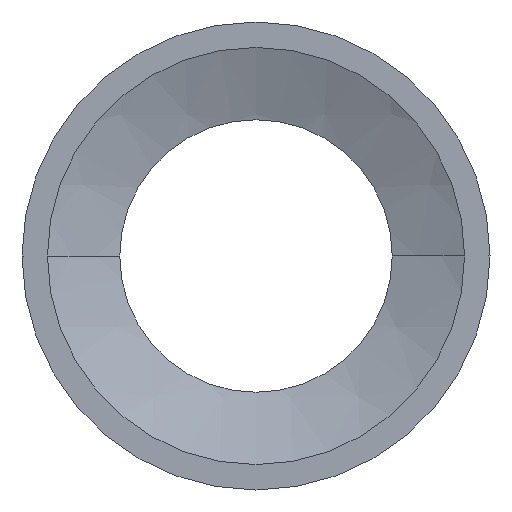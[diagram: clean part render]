
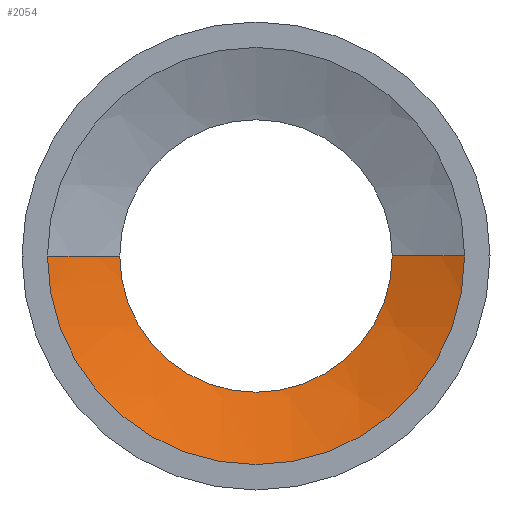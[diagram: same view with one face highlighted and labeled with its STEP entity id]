
A CAD part, front view. The second image highlights one B-rep face of the part: STEP entity #2054.
In plain terms, the highlighted spherical face has radius 40.12 mm.
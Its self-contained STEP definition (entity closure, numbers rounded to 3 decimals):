
#25 = DIRECTION ( 'NONE',  ( -1., 0., 0. ) ) ;
#28 = ORIENTED_EDGE ( 'NONE', *, *, #2008, .F. ) ;
#65 = CARTESIAN_POINT ( 'NONE',  ( 0., 184.146, 0. ) ) ;
#199 = DIRECTION ( 'NONE',  ( -1., 0., 0. ) ) ;
#212 = DIRECTION ( 'NONE',  ( 0., 0., -1. ) ) ;
#224 = CIRCLE ( 'NONE', #2033, 40.12 ) ;
#228 = AXIS2_PLACEMENT_3D ( 'NONE', #65, #1156, #199 ) ;
#246 = VERTEX_POINT ( 'NONE', #662 ) ;
#418 = CARTESIAN_POINT ( 'NONE',  ( 0., 222.771, 0. ) ) ;
#473 = DIRECTION ( 'NONE',  ( 1., 0., 0. ) ) ;
#662 = CARTESIAN_POINT ( 'NONE',  ( 16.606, 220.668, 0. ) ) ;
#664 = CARTESIAN_POINT ( 'NONE',  ( 0., 184.146, 0. ) ) ;
#966 = VERTEX_POINT ( 'NONE', #2117 ) ;
#1117 = FACE_OUTER_BOUND ( 'NONE', #1464, .T. ) ;
#1143 = AXIS2_PLACEMENT_3D ( 'NONE', #1323, #1835, #2055 ) ;
#1156 = DIRECTION ( 'NONE',  ( 0., 0., 1. ) ) ;
#1166 = SPHERICAL_SURFACE ( 'NONE', #228, 40.12 ) ;
#1245 = ORIENTED_EDGE ( 'NONE', *, *, #1600, .F. ) ;
#1323 = CARTESIAN_POINT ( 'NONE',  ( 0., 220.668, 0. ) ) ;
#1324 = CARTESIAN_POINT ( 'NONE',  ( 0., 184.146, 0. ) ) ;
#1336 = CARTESIAN_POINT ( 'NONE',  ( -10.85, 222.771, 0. ) ) ;
#1464 = EDGE_LOOP ( 'NONE', ( #28, #2326, #1593, #1245 ) ) ;
#1543 = CIRCLE ( 'NONE', #1143, 16.606 ) ;
#1593 = ORIENTED_EDGE ( 'NONE', *, *, #2062, .T. ) ;
#1600 = EDGE_CURVE ( 'NONE', #1799, #1931, #224, .T. ) ;
#1630 = DIRECTION ( 'NONE',  ( 0., 1., 0. ) ) ;
#1631 = DIRECTION ( 'NONE',  ( -1., 0., 0. ) ) ;
#1653 = CARTESIAN_POINT ( 'NONE',  ( -16.606, 220.668, 0. ) ) ;
#1799 = VERTEX_POINT ( 'NONE', #1653 ) ;
#1835 = DIRECTION ( 'NONE',  ( 0., 1., 0. ) ) ;
#1895 = DIRECTION ( 'NONE',  ( 0., 0., 1. ) ) ;
#1903 = AXIS2_PLACEMENT_3D ( 'NONE', #418, #1630, #25 ) ;
#1931 = VERTEX_POINT ( 'NONE', #1336 ) ;
#1936 = AXIS2_PLACEMENT_3D ( 'NONE', #664, #1895, #473 ) ;
#2001 = CIRCLE ( 'NONE', #1903, 10.85 ) ;
#2008 = EDGE_CURVE ( 'NONE', #246, #1799, #1543, .T. ) ;
#2033 = AXIS2_PLACEMENT_3D ( 'NONE', #1324, #212, #1631 ) ;
#2054 = ADVANCED_FACE ( 'NONE', ( #1117 ), #1166, .F. ) ;
#2055 = DIRECTION ( 'NONE',  ( 0., 0., 1. ) ) ;
#2062 = EDGE_CURVE ( 'NONE', #966, #1931, #2001, .T. ) ;
#2089 = EDGE_CURVE ( 'NONE', #246, #966, #2176, .T. ) ;
#2117 = CARTESIAN_POINT ( 'NONE',  ( 10.85, 222.771, 0. ) ) ;
#2176 = CIRCLE ( 'NONE', #1936, 40.12 ) ;
#2326 = ORIENTED_EDGE ( 'NONE', *, *, #2089, .T. ) ;
